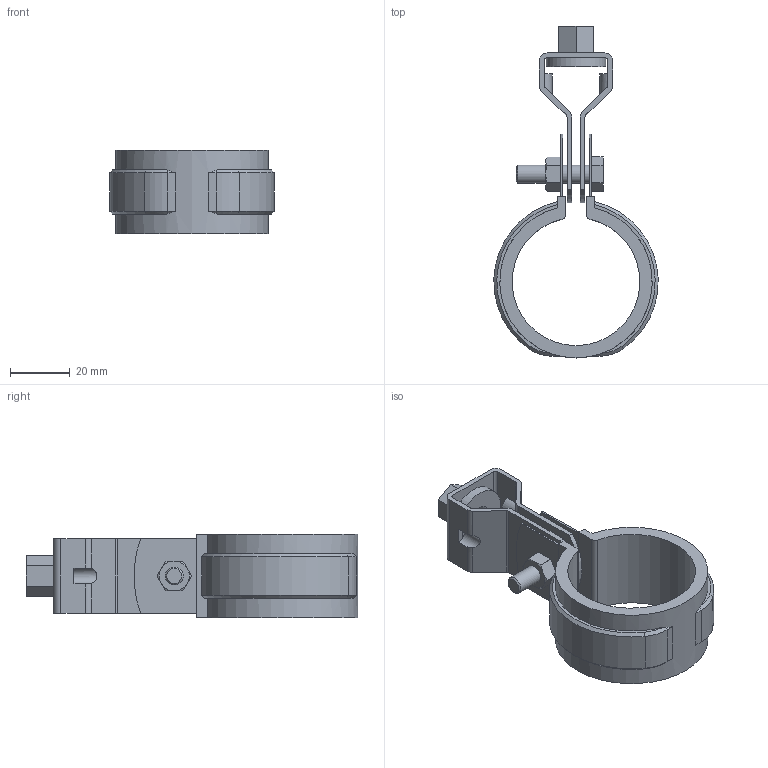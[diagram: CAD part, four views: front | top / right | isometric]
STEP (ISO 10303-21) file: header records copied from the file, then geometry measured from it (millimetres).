
FILE_DESCRIPTION( ( 'STEP AP203' ), '1' );
FILE_NAME( '40SU.step', '2022-07-15T05:32:14', ( ' ' ), ( ' ' ), 'XStep 1.0', ' ', ' ' );
FILE_SCHEMA( ( 'CONFIG_CONTROL_DESIGN' ) );
Length unit declared in the file: millimetre
Products named in the file (6): 1; 2; 3; 4; 5; 6
Bounding box: 54.86 x 110.85 x 28 mm (x, y, z)
Volume: 28066.4 mm3; surface area: 37485 mm2
Topology: 6 solids, 6 shells, 228 faces, 654 edges, 432 vertices
Faces by surface type: plane 94, cylinder 89, offset 20, cone 17, bspline 8
Full cylindrical faces by diameter (mm): 4.917 x1, 6 x1, 7 x2, 8.5 x1, 10.5 x2, 15 x1, 20 x1
Entity records: 11598 total; most frequent: CARTESIAN_POINT 5634, ORIENTED_EDGE 1278, DIRECTION 1032, EDGE_CURVE 639, VERTEX_POINT 429, AXIS2_PLACEMENT_3D 377, LINE 278, VECTOR 278
